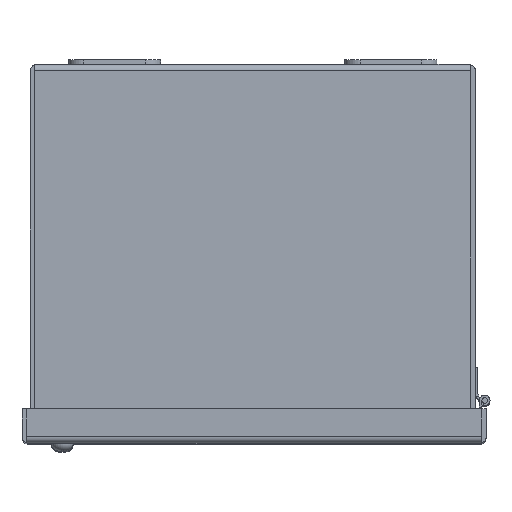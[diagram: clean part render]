
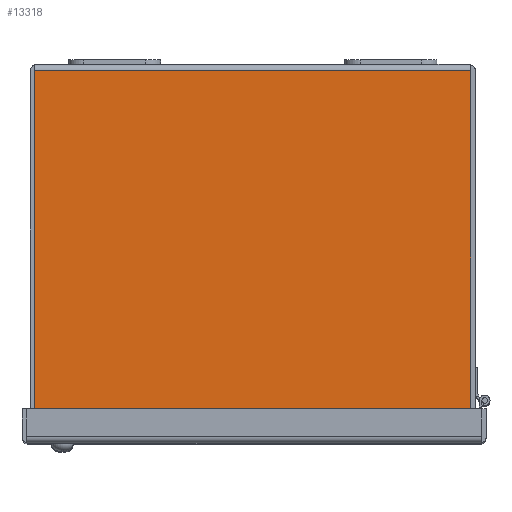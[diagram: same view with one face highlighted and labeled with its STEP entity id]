
A CAD part, top view. The second image highlights one B-rep face of the part: STEP entity #13318.
In plain terms, the highlighted planar face has unit normal (0, 0, 1).
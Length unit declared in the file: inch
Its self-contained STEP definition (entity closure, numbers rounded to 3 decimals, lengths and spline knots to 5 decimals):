
#208 = CARTESIAN_POINT ( 'NONE',  ( -24.781, -0.108, 5.25 ) ) ;
#339 = DIRECTION ( 'NONE',  ( 0., 0., 1. ) ) ;
#1724 = VERTEX_POINT ( 'NONE', #12490 ) ;
#2886 = EDGE_CURVE ( 'NONE', #11495, #1724, #10346, .T. ) ;
#3216 = LINE ( 'NONE', #13020, #15972 ) ;
#4721 = VERTEX_POINT ( 'NONE', #7650 ) ;
#5282 = PLANE ( 'NONE',  #17882 ) ;
#5787 = VERTEX_POINT ( 'NONE', #11295 ) ;
#7412 = CARTESIAN_POINT ( 'NONE',  ( 3.55289, -0.108, 5.25 ) ) ;
#7650 = CARTESIAN_POINT ( 'NONE',  ( -3.55289, -5.892, 5.25 ) ) ;
#8299 = CARTESIAN_POINT ( 'NONE',  ( -24.781, -5.892, 5.25 ) ) ;
#8833 = EDGE_CURVE ( 'NONE', #11495, #5787, #3216, .T. ) ;
#9096 = VECTOR ( 'NONE', #14578, 39.37008 ) ;
#9124 = VECTOR ( 'NONE', #13866, 39.37008 ) ;
#9167 = EDGE_CURVE ( 'NONE', #1724, #4721, #13107, .T. ) ;
#10346 = LINE ( 'NONE', #208, #9124 ) ;
#10472 = CARTESIAN_POINT ( 'NONE',  ( -24.781, 0., 5.25 ) ) ;
#11002 = ORIENTED_EDGE ( 'NONE', *, *, #12729, .T. ) ;
#11260 = DIRECTION ( 'NONE',  ( 0., -1., 0. ) ) ;
#11295 = CARTESIAN_POINT ( 'NONE',  ( 3.55289, -5.892, 5.25 ) ) ;
#11495 = VERTEX_POINT ( 'NONE', #7412 ) ;
#12263 = ORIENTED_EDGE ( 'NONE', *, *, #2886, .T. ) ;
#12466 = VECTOR ( 'NONE', #18051, 39.37008 ) ;
#12490 = CARTESIAN_POINT ( 'NONE',  ( -3.55289, -0.108, 5.25 ) ) ;
#12729 = EDGE_CURVE ( 'NONE', #4721, #5787, #16220, .T. ) ;
#12757 = EDGE_LOOP ( 'NONE', ( #17784, #11002, #15251, #12263 ) ) ;
#13020 = CARTESIAN_POINT ( 'NONE',  ( 3.55289, 39.37008, 5.25 ) ) ;
#13107 = LINE ( 'NONE', #14867, #12466 ) ;
#13318 = ADVANCED_FACE ( 'NONE', ( #20377 ), #5282, .T. ) ;
#13866 = DIRECTION ( 'NONE',  ( -1., 0., 0. ) ) ;
#14578 = DIRECTION ( 'NONE',  ( 1., 0., 0. ) ) ;
#14867 = CARTESIAN_POINT ( 'NONE',  ( -3.55289, 39.37008, 5.25 ) ) ;
#15251 = ORIENTED_EDGE ( 'NONE', *, *, #8833, .F. ) ;
#15972 = VECTOR ( 'NONE', #11260, 39.37008 ) ;
#16220 = LINE ( 'NONE', #8299, #9096 ) ;
#17784 = ORIENTED_EDGE ( 'NONE', *, *, #9167, .T. ) ;
#17882 = AXIS2_PLACEMENT_3D ( 'NONE', #10472, #339, #18716 ) ;
#18051 = DIRECTION ( 'NONE',  ( 0., -1., 0. ) ) ;
#18716 = DIRECTION ( 'NONE',  ( 1., 0., 0. ) ) ;
#20377 = FACE_OUTER_BOUND ( 'NONE', #12757, .T. ) ;
